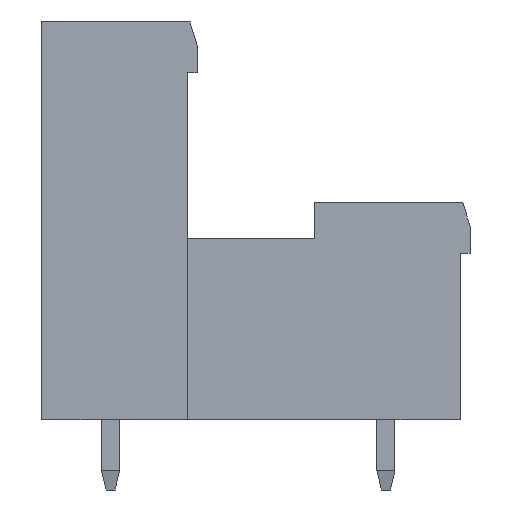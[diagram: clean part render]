
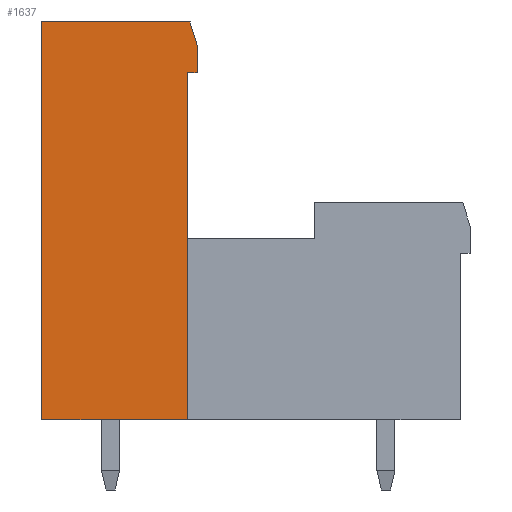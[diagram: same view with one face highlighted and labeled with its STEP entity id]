
A CAD part, left-side view. The second image highlights one B-rep face of the part: STEP entity #1637.
In plain terms, the highlighted planar face has unit normal (-1, 0, 0).
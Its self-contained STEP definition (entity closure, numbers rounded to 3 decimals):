
#1637 = ADVANCED_FACE( '', ( #3233 ), #3234, .T. );
#3233 = FACE_OUTER_BOUND( '', #4775, .T. );
#3234 = PLANE( '', #4776 );
#4775 = EDGE_LOOP( '', ( #9331, #9332, #9333, #9334, #9335, #9336, #9337 ) );
#4776 = AXIS2_PLACEMENT_3D( '', #9338, #9339, #9340 );
#9331 = ORIENTED_EDGE( '', *, *, #9878, .F. );
#9332 = ORIENTED_EDGE( '', *, *, #10019, .T. );
#9333 = ORIENTED_EDGE( '', *, *, #9723, .T. );
#9334 = ORIENTED_EDGE( '', *, *, #10301, .T. );
#9335 = ORIENTED_EDGE( '', *, *, #11032, .F. );
#9336 = ORIENTED_EDGE( '', *, *, #9480, .T. );
#9337 = ORIENTED_EDGE( '', *, *, #10404, .T. );
#9338 = CARTESIAN_POINT( '', ( -17.78, -4.3, 11. ) );
#9339 = DIRECTION( '', ( -1., 0., 0. ) );
#9340 = DIRECTION( '', ( 0., 0., 1. ) );
#9480 = EDGE_CURVE( '', #11357, #11355, #11358, .T. );
#9723 = EDGE_CURVE( '', #11790, #11788, #11791, .T. );
#9878 = EDGE_CURVE( '', #12051, #12053, #12054, .T. );
#10019 = EDGE_CURVE( '', #12051, #11790, #12287, .T. );
#10301 = EDGE_CURVE( '', #11788, #12736, #12738, .T. );
#10404 = EDGE_CURVE( '', #11355, #12053, #12901, .T. );
#11032 = EDGE_CURVE( '', #11357, #12736, #13730, .T. );
#11355 = VERTEX_POINT( '', #14121 );
#11357 = VERTEX_POINT( '', #14124 );
#11358 = LINE( '', #14125, #14126 );
#11788 = VERTEX_POINT( '', #14856 );
#11790 = VERTEX_POINT( '', #14859 );
#11791 = LINE( '', #14860, #14861 );
#12051 = VERTEX_POINT( '', #15251 );
#12053 = VERTEX_POINT( '', #15254 );
#12054 = LINE( '', #15255, #15256 );
#12287 = LINE( '', #15684, #15685 );
#12736 = VERTEX_POINT( '', #16353 );
#12738 = LINE( '', #16356, #16357 );
#12901 = LINE( '', #16598, #16599 );
#13730 = LINE( '', #17833, #17834 );
#14121 = CARTESIAN_POINT( '', ( -17.78, -3.75, 8.2 ) );
#14124 = CARTESIAN_POINT( '', ( -17.78, -3.75, -11. ) );
#14125 = CARTESIAN_POINT( '', ( -17.78, -3.75, -1. ) );
#14126 = VECTOR( '', #18197, 1000. );
#14856 = CARTESIAN_POINT( '', ( -17.78, 4.3, 11. ) );
#14859 = CARTESIAN_POINT( '', ( -17.78, -3.9, 11. ) );
#14860 = CARTESIAN_POINT( '', ( -17.78, -4.3, 11. ) );
#14861 = VECTOR( '', #18433, 1000. );
#15251 = CARTESIAN_POINT( '', ( -17.78, -4.3, 9.7 ) );
#15254 = CARTESIAN_POINT( '', ( -17.78, -4.3, 8.2 ) );
#15255 = CARTESIAN_POINT( '', ( -17.78, -4.3, 11. ) );
#15256 = VECTOR( '', #18586, 1000. );
#15684 = CARTESIAN_POINT( '', ( -17.78, -3.935, 10.888 ) );
#15685 = VECTOR( '', #18725, 1000. );
#16353 = CARTESIAN_POINT( '', ( -17.78, 4.3, -11. ) );
#16356 = CARTESIAN_POINT( '', ( -17.78, 4.3, 11. ) );
#16357 = VECTOR( '', #18979, 1000. );
#16598 = CARTESIAN_POINT( '', ( -17.78, -3.75, 8.2 ) );
#16599 = VECTOR( '', #19079, 1000. );
#17833 = CARTESIAN_POINT( '', ( -17.78, -4.3, -11. ) );
#17834 = VECTOR( '', #19608, 1000. );
#18197 = DIRECTION( '', ( 0., 0., 1. ) );
#18433 = DIRECTION( '', ( 0., 1., 0. ) );
#18586 = DIRECTION( '', ( 0., 0., -1. ) );
#18725 = DIRECTION( '', ( 0., 0.294, 0.956 ) );
#18979 = DIRECTION( '', ( 0., 0., -1. ) );
#19079 = DIRECTION( '', ( 0., -1., 0. ) );
#19608 = DIRECTION( '', ( 0., 1., 0. ) );
